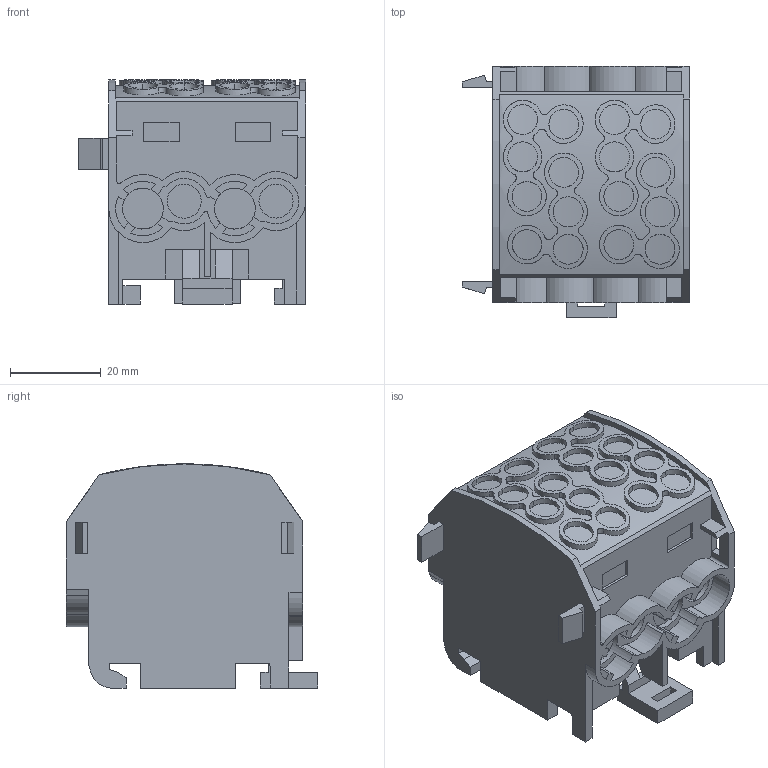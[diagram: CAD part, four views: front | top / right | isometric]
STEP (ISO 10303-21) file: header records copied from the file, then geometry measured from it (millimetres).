
FILE_DESCRIPTION(('CATIA V5 STEP Exchange','CAx-IF Rec.Pracs.--- Model Styling and Organization---1.2---2011-12-15'),'2;1');
FILE_NAME ('D1445688_0', '2017-02-28T12:41:07+00:00', ('none'), ('Weidmueller'), 'CATIA Version 5-6 Release 2014', 'CATIA V5 STEP AP214', 'none');
FILE_SCHEMA(('AUTOMOTIVE_DESIGN { 1 0 10303 214 1 1 1 1 }'));
Length unit declared in the file: millimetre
Products named in the file (1): 1561700000_WPD_202_4x35-4x25_BL
Bounding box: 49.94 x 55.25 x 49.3 mm (x, y, z)
Volume: 74641.6 mm3; surface area: 24471.1 mm2
Topology: 2 solids, 2 shells, 422 faces, 1172 edges, 776 vertices
Faces by surface type: plane 242, cylinder 176, extrusion 4
Entity records: 14184 total; most frequent: CARTESIAN_POINT 4228, ORIENTED_EDGE 2344, DIRECTION 1543, EDGE_CURVE 1172, VECTOR 813, LINE 809, VERTEX_POINT 776, AXIS2_PLACEMENT_3D 467
